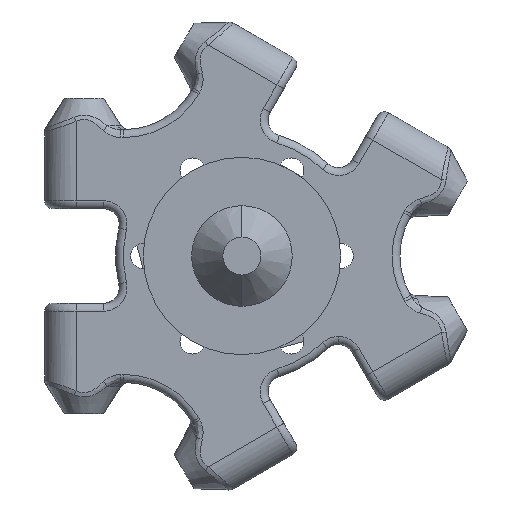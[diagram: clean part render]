
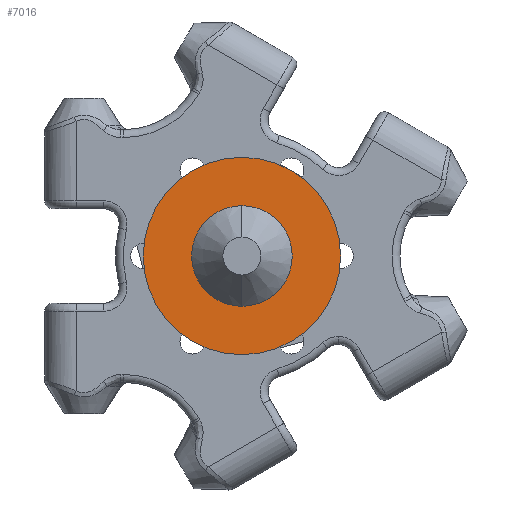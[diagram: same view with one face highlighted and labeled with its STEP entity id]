
A CAD part, front view. The second image highlights one B-rep face of the part: STEP entity #7016.
In plain terms, the highlighted planar face has unit normal (0, -1, 0).
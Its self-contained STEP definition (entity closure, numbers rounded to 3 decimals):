
#116 = DIRECTION ( 'NONE',  ( 0., -1., 0. ) ) ;
#642 = DIRECTION ( 'NONE',  ( 0., 1., 0. ) ) ;
#1277 = CARTESIAN_POINT ( 'NONE',  ( 0., -63.119, 0. ) ) ;
#1642 = CIRCLE ( 'NONE', #4705, 6.375 ) ;
#3324 = AXIS2_PLACEMENT_3D ( 'NONE', #16180, #13502, #5500 ) ;
#3377 = PLANE ( 'NONE',  #8989 ) ;
#3783 = FACE_BOUND ( 'NONE', #16154, .T. ) ;
#4705 = AXIS2_PLACEMENT_3D ( 'NONE', #5423, #13477, #5316 ) ;
#4883 = AXIS2_PLACEMENT_3D ( 'NONE', #11937, #7788, #6582 ) ;
#5316 = DIRECTION ( 'NONE',  ( 0., 0., -1. ) ) ;
#5423 = CARTESIAN_POINT ( 'NONE',  ( 0., -63.119, 0. ) ) ;
#5500 = DIRECTION ( 'NONE',  ( 0., 0., -1. ) ) ;
#5625 = CIRCLE ( 'NONE', #14637, 6.375 ) ;
#5892 = DIRECTION ( 'NONE',  ( 0., 0., 1. ) ) ;
#6582 = DIRECTION ( 'NONE',  ( 0., 0., -1. ) ) ;
#6822 = DIRECTION ( 'NONE',  ( 0., 0., -1. ) ) ;
#6909 = VERTEX_POINT ( 'NONE', #8400 ) ;
#7016 = ADVANCED_FACE ( 'NONE', ( #3783, #8795 ), #3377, .F. ) ;
#7102 = CARTESIAN_POINT ( 'NONE',  ( 0., -63.119, -12.5 ) ) ;
#7227 = CIRCLE ( 'NONE', #3324, 12.5 ) ;
#7438 = ORIENTED_EDGE ( 'NONE', *, *, #11934, .T. ) ;
#7788 = DIRECTION ( 'NONE',  ( 0., -1., 0. ) ) ;
#8400 = CARTESIAN_POINT ( 'NONE',  ( 0., -63.119, 12.5 ) ) ;
#8795 = FACE_OUTER_BOUND ( 'NONE', #9448, .T. ) ;
#8842 = ORIENTED_EDGE ( 'NONE', *, *, #14286, .T. ) ;
#8989 = AXIS2_PLACEMENT_3D ( 'NONE', #12729, #642, #5892 ) ;
#9448 = EDGE_LOOP ( 'NONE', ( #8842, #7438 ) ) ;
#11934 = EDGE_CURVE ( 'NONE', #6909, #17144, #7227, .T. ) ;
#11937 = CARTESIAN_POINT ( 'NONE',  ( 0., -63.119, 0. ) ) ;
#12012 = VERTEX_POINT ( 'NONE', #16007 ) ;
#12581 = VERTEX_POINT ( 'NONE', #13713 ) ;
#12729 = CARTESIAN_POINT ( 'NONE',  ( -12.5, -63.119, 0. ) ) ;
#13477 = DIRECTION ( 'NONE',  ( 0., -1., 0. ) ) ;
#13502 = DIRECTION ( 'NONE',  ( 0., -1., 0. ) ) ;
#13713 = CARTESIAN_POINT ( 'NONE',  ( 0., -63.119, 6.375 ) ) ;
#14286 = EDGE_CURVE ( 'NONE', #17144, #6909, #14463, .T. ) ;
#14463 = CIRCLE ( 'NONE', #4883, 12.5 ) ;
#14637 = AXIS2_PLACEMENT_3D ( 'NONE', #1277, #116, #6822 ) ;
#15027 = ORIENTED_EDGE ( 'NONE', *, *, #17049, .F. ) ;
#15933 = ORIENTED_EDGE ( 'NONE', *, *, #17068, .F. ) ;
#16007 = CARTESIAN_POINT ( 'NONE',  ( 0., -63.119, -6.375 ) ) ;
#16154 = EDGE_LOOP ( 'NONE', ( #15027, #15933 ) ) ;
#16180 = CARTESIAN_POINT ( 'NONE',  ( 0., -63.119, 0. ) ) ;
#17049 = EDGE_CURVE ( 'NONE', #12012, #12581, #1642, .T. ) ;
#17068 = EDGE_CURVE ( 'NONE', #12581, #12012, #5625, .T. ) ;
#17144 = VERTEX_POINT ( 'NONE', #7102 ) ;
